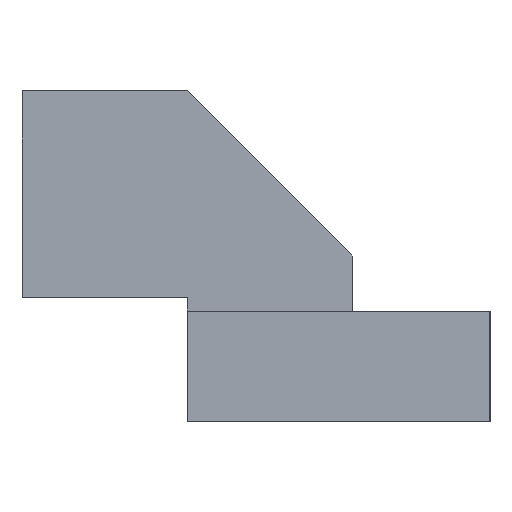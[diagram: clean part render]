
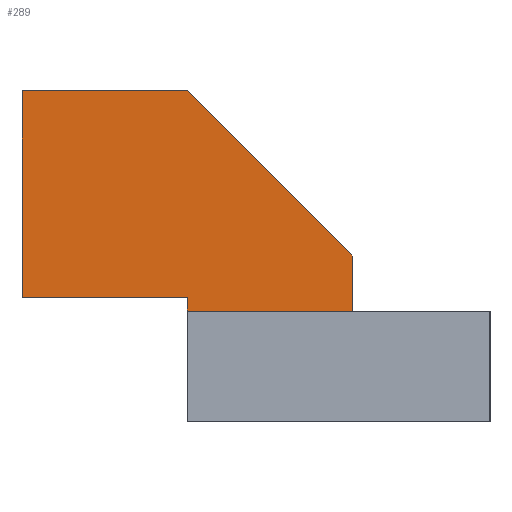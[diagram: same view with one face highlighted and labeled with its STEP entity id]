
A CAD part, left-side view. The second image highlights one B-rep face of the part: STEP entity #289.
In plain terms, the highlighted planar face has unit normal (-1, 0, 0).
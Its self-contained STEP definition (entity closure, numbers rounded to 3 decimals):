
#29=FACE_OUTER_BOUND('',#44,.T.);
#44=EDGE_LOOP('',(#213,#214,#215,#216,#217,#218,#219));
#59=LINE('',#412,#94);
#69=LINE('',#432,#104);
#72=LINE('',#437,#107);
#73=LINE('',#440,#108);
#74=LINE('',#442,#109);
#75=LINE('',#444,#110);
#76=LINE('',#445,#111);
#94=VECTOR('',#337,10.);
#104=VECTOR('',#351,10.);
#107=VECTOR('',#356,10.);
#108=VECTOR('',#359,10.);
#109=VECTOR('',#360,10.);
#110=VECTOR('',#361,10.);
#111=VECTOR('',#362,10.);
#129=VERTEX_POINT('',#410);
#130=VERTEX_POINT('',#411);
#138=VERTEX_POINT('',#431);
#139=VERTEX_POINT('',#435);
#140=VERTEX_POINT('',#439);
#141=VERTEX_POINT('',#441);
#142=VERTEX_POINT('',#443);
#155=EDGE_CURVE('',#129,#130,#59,.T.);
#165=EDGE_CURVE('',#138,#130,#69,.T.);
#168=EDGE_CURVE('',#129,#139,#72,.T.);
#169=EDGE_CURVE('',#140,#139,#73,.T.);
#170=EDGE_CURVE('',#141,#140,#74,.T.);
#171=EDGE_CURVE('',#142,#141,#75,.T.);
#172=EDGE_CURVE('',#138,#142,#76,.T.);
#213=ORIENTED_EDGE('',*,*,#155,.F.);
#214=ORIENTED_EDGE('',*,*,#168,.T.);
#215=ORIENTED_EDGE('',*,*,#169,.F.);
#216=ORIENTED_EDGE('',*,*,#170,.F.);
#217=ORIENTED_EDGE('',*,*,#171,.F.);
#218=ORIENTED_EDGE('',*,*,#172,.F.);
#219=ORIENTED_EDGE('',*,*,#165,.T.);
#276=PLANE('',#318);
#289=ADVANCED_FACE('',(#29),#276,.T.);
#318=AXIS2_PLACEMENT_3D('',#438,#357,#358);
#337=DIRECTION('',(0.,-0.707,-0.707));
#351=DIRECTION('',(0.,0.,1.));
#356=DIRECTION('',(0.,1.,0.));
#357=DIRECTION('center_axis',(-1.,0.,0.));
#358=DIRECTION('ref_axis',(0.,-1.,0.));
#359=DIRECTION('',(0.,0.,1.));
#360=DIRECTION('',(0.,1.,0.));
#361=DIRECTION('',(0.,0.,1.));
#362=DIRECTION('',(0.,1.,0.));
#410=CARTESIAN_POINT('',(3.5,3.,6.));
#411=CARTESIAN_POINT('',(3.5,0.,3.));
#412=CARTESIAN_POINT('',(3.5,0.75,3.75));
#431=CARTESIAN_POINT('',(3.5,0.,2.));
#432=CARTESIAN_POINT('',(3.5,0.,0.));
#435=CARTESIAN_POINT('',(3.5,6.,6.));
#437=CARTESIAN_POINT('',(3.5,3.75,6.));
#438=CARTESIAN_POINT('Origin',(3.5,3.,0.));
#439=CARTESIAN_POINT('',(3.5,6.,2.245));
#440=CARTESIAN_POINT('',(3.5,6.,1.122));
#441=CARTESIAN_POINT('',(3.5,3.,2.245));
#442=CARTESIAN_POINT('',(3.5,4.5,2.245));
#443=CARTESIAN_POINT('',(3.5,3.,2.));
#444=CARTESIAN_POINT('',(3.5,3.,0.));
#445=CARTESIAN_POINT('',(3.5,1.625,2.));
